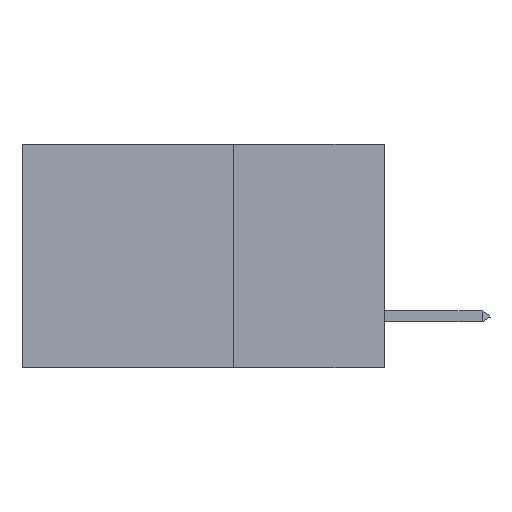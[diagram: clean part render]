
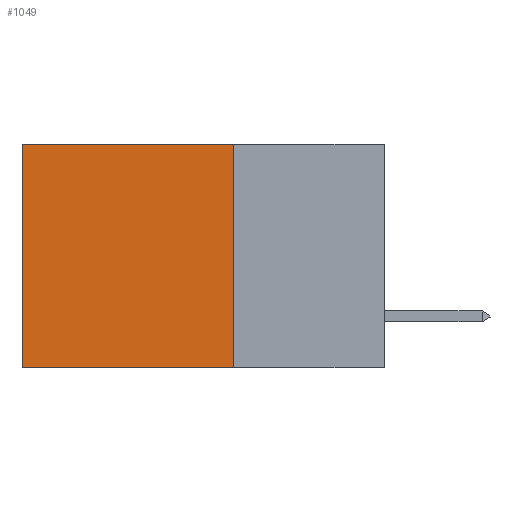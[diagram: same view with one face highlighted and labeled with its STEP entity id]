
A CAD part, left-side view. The second image highlights one B-rep face of the part: STEP entity #1049.
In plain terms, the highlighted planar face has unit normal (-1, 0, 0).
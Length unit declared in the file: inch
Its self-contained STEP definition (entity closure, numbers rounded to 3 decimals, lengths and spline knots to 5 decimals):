
#69 = LINE ( 'NONE', #8019, #7712 ) ;
#113 = CARTESIAN_POINT ( 'NONE',  ( 0.2875, 0.6, 0. ) ) ;
#122 = DIRECTION ( 'NONE',  ( 1., 0., 0. ) ) ;
#159 = ORIENTED_EDGE ( 'NONE', *, *, #10542, .T. ) ;
#250 = VERTEX_POINT ( 'NONE', #9674 ) ;
#327 = CARTESIAN_POINT ( 'NONE',  ( 0.2875, 0.6, 0. ) ) ;
#333 = CARTESIAN_POINT ( 'NONE',  ( 0.2875, 0.25, 0. ) ) ;
#519 = DIRECTION ( 'NONE',  ( 0., 0., -1. ) ) ;
#767 = VECTOR ( 'NONE', #519, 39.37008 ) ;
#963 = DIRECTION ( 'NONE',  ( 0., 0., -1. ) ) ;
#1049 = ADVANCED_FACE ( 'NONE', ( #8009 ), #2718, .F. ) ;
#1087 = EDGE_CURVE ( 'NONE', #1166, #250, #5583, .T. ) ;
#1166 = VERTEX_POINT ( 'NONE', #333 ) ;
#1803 = CARTESIAN_POINT ( 'NONE',  ( 0.2875, 0.25, 0. ) ) ;
#2125 = ORIENTED_EDGE ( 'NONE', *, *, #10738, .F. ) ;
#2587 = DIRECTION ( 'NONE',  ( 0., 1., 0. ) ) ;
#2718 = PLANE ( 'NONE',  #3161 ) ;
#3161 = AXIS2_PLACEMENT_3D ( 'NONE', #6193, #122, #963 ) ;
#3589 = DIRECTION ( 'NONE',  ( 0., 0., -1. ) ) ;
#3972 = ORIENTED_EDGE ( 'NONE', *, *, #1087, .F. ) ;
#4644 = CARTESIAN_POINT ( 'NONE',  ( 0.2875, 0.6, -0.37 ) ) ;
#4715 = EDGE_LOOP ( 'NONE', ( #159, #2125, #3972, #5249 ) ) ;
#5249 = ORIENTED_EDGE ( 'NONE', *, *, #6229, .T. ) ;
#5583 = LINE ( 'NONE', #1803, #9932 ) ;
#6172 = CARTESIAN_POINT ( 'NONE',  ( 0.2875, 0.25, 0. ) ) ;
#6193 = CARTESIAN_POINT ( 'NONE',  ( 0.2875, 0.25, 0. ) ) ;
#6229 = EDGE_CURVE ( 'NONE', #1166, #7412, #6955, .T. ) ;
#6714 = VERTEX_POINT ( 'NONE', #4644 ) ;
#6955 = LINE ( 'NONE', #6172, #9275 ) ;
#7412 = VERTEX_POINT ( 'NONE', #327 ) ;
#7712 = VECTOR ( 'NONE', #9044, 39.37008 ) ;
#8009 = FACE_OUTER_BOUND ( 'NONE', #4715, .T. ) ;
#8019 = CARTESIAN_POINT ( 'NONE',  ( 0.2875, 0.25, -0.37 ) ) ;
#8919 = LINE ( 'NONE', #113, #767 ) ;
#9044 = DIRECTION ( 'NONE',  ( 0., 1., 0. ) ) ;
#9275 = VECTOR ( 'NONE', #2587, 39.37008 ) ;
#9674 = CARTESIAN_POINT ( 'NONE',  ( 0.2875, 0.25, -0.37 ) ) ;
#9932 = VECTOR ( 'NONE', #3589, 39.37008 ) ;
#10542 = EDGE_CURVE ( 'NONE', #7412, #6714, #8919, .T. ) ;
#10738 = EDGE_CURVE ( 'NONE', #250, #6714, #69, .T. ) ;
